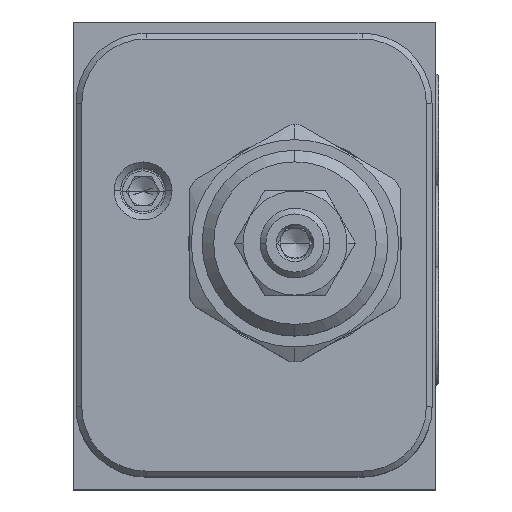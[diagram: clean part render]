
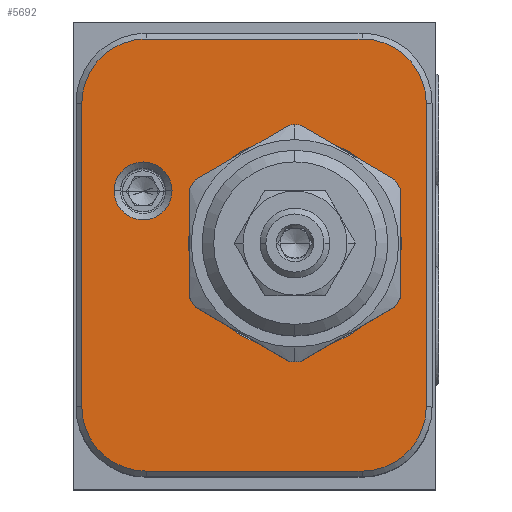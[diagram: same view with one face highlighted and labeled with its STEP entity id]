
A CAD part, top view. The second image highlights one B-rep face of the part: STEP entity #5692.
In plain terms, the highlighted planar face has unit normal (0, 0, 1).
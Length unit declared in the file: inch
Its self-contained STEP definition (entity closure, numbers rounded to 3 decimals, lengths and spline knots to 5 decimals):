
#2411=CARTESIAN_POINT('',(1.188,-1.188,4.719));
#2412=DIRECTION('',(0.,0.,-1.));
#2413=DIRECTION('',(-1.,0.,0.));
#2414=AXIS2_PLACEMENT_3D('',#2411,#2412,#2413);
#2416=CARTESIAN_POINT('',(1.188,-1.188,4.719));
#2417=DIRECTION('',(0.,0.,-1.));
#2418=DIRECTION('',(1.,0.,0.));
#2419=AXIS2_PLACEMENT_3D('',#2416,#2417,#2418);
#2421=CARTESIAN_POINT('',(0.375,-0.906,4.719));
#2422=DIRECTION('',(0.,0.,-1.));
#2423=DIRECTION('',(-1.,0.,0.));
#2424=AXIS2_PLACEMENT_3D('',#2421,#2422,#2423);
#2426=CARTESIAN_POINT('',(0.375,-0.906,4.719));
#2427=DIRECTION('',(0.,0.,-1.));
#2428=DIRECTION('',(1.,0.,0.));
#2429=AXIS2_PLACEMENT_3D('',#2426,#2427,#2428);
#2431=CARTESIAN_POINT('',(1.547,-2.062,4.719));
#2432=DIRECTION('',(0.,0.,-1.));
#2433=DIRECTION('',(1.,0.,0.));
#2434=AXIS2_PLACEMENT_3D('',#2431,#2432,#2433);
#2445=DIRECTION('',(0.,-1.,0.));
#2446=VECTOR('',#2445,1.625);
#2447=CARTESIAN_POINT('',(1.891,-0.437,4.719));
#2448=LINE('',#2447,#2446);
#2457=CARTESIAN_POINT('',(1.547,-0.437,4.719));
#2458=DIRECTION('',(0.,0.,-1.));
#2459=DIRECTION('',(0.,1.,0.));
#2460=AXIS2_PLACEMENT_3D('',#2457,#2458,#2459);
#2471=DIRECTION('',(1.,0.,0.));
#2472=VECTOR('',#2471,1.156);
#2473=CARTESIAN_POINT('',(0.391,-0.093,4.719));
#2474=LINE('',#2473,#2472);
#2483=CARTESIAN_POINT('',(0.391,-0.437,4.719));
#2484=DIRECTION('',(0.,0.,-1.));
#2485=DIRECTION('',(-1.,0.,0.));
#2486=AXIS2_PLACEMENT_3D('',#2483,#2484,#2485);
#2497=DIRECTION('',(0.,1.,0.));
#2498=VECTOR('',#2497,1.625);
#2499=CARTESIAN_POINT('',(0.047,-2.062,4.719));
#2500=LINE('',#2499,#2498);
#2505=CARTESIAN_POINT('',(0.391,-2.062,4.719));
#2506=DIRECTION('',(0.,0.,-1.));
#2507=DIRECTION('',(0.,-1.,0.));
#2508=AXIS2_PLACEMENT_3D('',#2505,#2506,#2507);
#2523=DIRECTION('',(-1.,0.,0.));
#2524=VECTOR('',#2523,1.156);
#2525=CARTESIAN_POINT('',(1.547,-2.406,4.719));
#2526=LINE('',#2525,#2524);
#4142=CARTESIAN_POINT('',(0.047,-2.062,4.719));
#4143=CARTESIAN_POINT('',(0.047,-0.437,4.719));
#4144=VERTEX_POINT('',#4142);
#4145=VERTEX_POINT('',#4143);
#4150=CARTESIAN_POINT('',(0.391,-0.093,4.719));
#4151=VERTEX_POINT('',#4150);
#4154=CARTESIAN_POINT('',(1.547,-0.093,4.719));
#4155=VERTEX_POINT('',#4154);
#4158=CARTESIAN_POINT('',(1.891,-0.437,4.719));
#4159=VERTEX_POINT('',#4158);
#4162=CARTESIAN_POINT('',(1.891,-2.062,4.719));
#4163=VERTEX_POINT('',#4162);
#4166=CARTESIAN_POINT('',(1.547,-2.406,4.719));
#4167=VERTEX_POINT('',#4166);
#4170=CARTESIAN_POINT('',(0.391,-2.406,4.719));
#4171=VERTEX_POINT('',#4170);
#4210=CARTESIAN_POINT('',(1.759,-1.188,4.719));
#4211=VERTEX_POINT('',#4210);
#4216=CARTESIAN_POINT('',(0.617,-1.188,
4.719));
#4217=VERTEX_POINT('',#4216);
#4231=CARTESIAN_POINT('',(0.22,-0.906,4.719));
#4232=CARTESIAN_POINT('',(0.53,-0.906,4.719));
#4233=VERTEX_POINT('',#4231);
#4234=VERTEX_POINT('',#4232);
#5659=CARTESIAN_POINT('',(0.,0.,4.719));
#5660=DIRECTION('',(0.,0.,1.));
#5661=DIRECTION('',(1.,0.,0.));
#5662=AXIS2_PLACEMENT_3D('',#5659,#5660,#5661);
#5663=PLANE('',#5662);
#5665=ORIENTED_EDGE('',*,*,#5664,.T.);
#5667=ORIENTED_EDGE('',*,*,#5666,.T.);
#5669=ORIENTED_EDGE('',*,*,#5668,.T.);
#5671=ORIENTED_EDGE('',*,*,#5670,.T.);
#5673=ORIENTED_EDGE('',*,*,#5672,.T.);
#5675=ORIENTED_EDGE('',*,*,#5674,.T.);
#5677=ORIENTED_EDGE('',*,*,#5676,.T.);
#5679=ORIENTED_EDGE('',*,*,#5678,.T.);
#5680=EDGE_LOOP('',(#5665,#5667,#5669,#5671,#5673,#5675,#5677,#5679));
#5681=FACE_OUTER_BOUND('',#5680,.F.);
#5682=ORIENTED_EDGE('',*,*,#5641,.F.);
#5683=ORIENTED_EDGE('',*,*,#5652,.F.);
#5684=EDGE_LOOP('',(#5682,#5683));
#5685=FACE_BOUND('',#5684,.F.);
#5687=ORIENTED_EDGE('',*,*,#5686,.F.);
#5689=ORIENTED_EDGE('',*,*,#5688,.F.);
#5690=EDGE_LOOP('',(#5687,#5689));
#5691=FACE_BOUND('',#5690,.F.);
#5692=ADVANCED_FACE('',(#5681,#5685,#5691),#5663,.T.);
#2415=CIRCLE('',#2414,0.571);
#2420=CIRCLE('',#2419,0.571);
#2425=CIRCLE('',#2424,0.155);
#2430=CIRCLE('',#2429,0.155);
#2435=CIRCLE('',#2434,0.344);
#2461=CIRCLE('',#2460,0.344);
#2487=CIRCLE('',#2486,0.344);
#2509=CIRCLE('',#2508,0.344);
#5641=EDGE_CURVE('',#4217,#4211,#2415,.T.);
#5652=EDGE_CURVE('',#4211,#4217,#2420,.T.);
#5664=EDGE_CURVE('',#4163,#4167,#2435,.T.);
#5666=EDGE_CURVE('',#4167,#4171,#2526,.T.);
#5668=EDGE_CURVE('',#4171,#4144,#2509,.T.);
#5670=EDGE_CURVE('',#4144,#4145,#2500,.T.);
#5672=EDGE_CURVE('',#4145,#4151,#2487,.T.);
#5674=EDGE_CURVE('',#4151,#4155,#2474,.T.);
#5676=EDGE_CURVE('',#4155,#4159,#2461,.T.);
#5678=EDGE_CURVE('',#4159,#4163,#2448,.T.);
#5686=EDGE_CURVE('',#4233,#4234,#2425,.T.);
#5688=EDGE_CURVE('',#4234,#4233,#2430,.T.);
